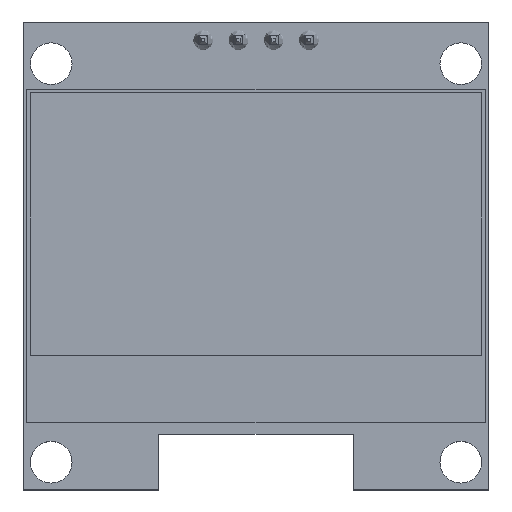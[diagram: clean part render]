
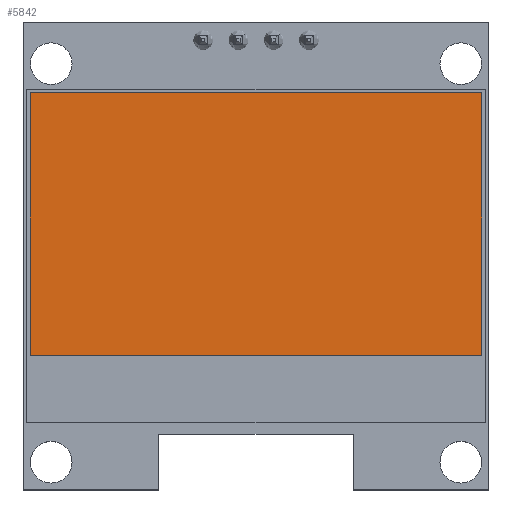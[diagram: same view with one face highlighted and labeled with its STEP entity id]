
A CAD part, top view. The second image highlights one B-rep face of the part: STEP entity #5842.
In plain terms, the highlighted planar face has unit normal (0, 0, 1).
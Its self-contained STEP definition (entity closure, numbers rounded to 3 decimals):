
#422=FACE_OUTER_BOUND('',#764,.T.);
#764=EDGE_LOOP('',(#5000,#5001,#5002,#5003));
#1506=LINE('',#9435,#2260);
#1509=LINE('',#9441,#2263);
#1512=LINE('',#9447,#2266);
#1515=LINE('',#9451,#2269);
#2260=VECTOR('',#7538,10.);
#2263=VECTOR('',#7543,10.);
#2266=VECTOR('',#7548,10.);
#2269=VECTOR('',#7553,10.);
#2764=VERTEX_POINT('',#9432);
#2765=VERTEX_POINT('',#9434);
#2767=VERTEX_POINT('',#9440);
#2769=VERTEX_POINT('',#9446);
#3522=EDGE_CURVE('',#2765,#2764,#1506,.T.);
#3525=EDGE_CURVE('',#2767,#2765,#1509,.T.);
#3528=EDGE_CURVE('',#2769,#2767,#1512,.T.);
#3531=EDGE_CURVE('',#2764,#2769,#1515,.T.);
#5000=ORIENTED_EDGE('',*,*,#3531,.T.);
#5001=ORIENTED_EDGE('',*,*,#3528,.T.);
#5002=ORIENTED_EDGE('',*,*,#3525,.T.);
#5003=ORIENTED_EDGE('',*,*,#3522,.T.);
#5418=PLANE('',#6205);
#5842=ADVANCED_FACE('',(#422),#5418,.T.);
#6205=AXIS2_PLACEMENT_3D('',#9452,#7554,#7555);
#7538=DIRECTION('',(1.,0.,0.));
#7543=DIRECTION('',(0.,-1.,0.));
#7548=DIRECTION('',(-1.,0.,0.));
#7553=DIRECTION('',(0.,1.,0.));
#7554=DIRECTION('center_axis',(0.,0.,1.));
#7555=DIRECTION('ref_axis',(1.,0.,0.));
#9432=CARTESIAN_POINT('',(33.,9.7,2.65));
#9434=CARTESIAN_POINT('',(0.5,9.7,2.65));
#9435=CARTESIAN_POINT('',(33.,9.7,2.65));
#9440=CARTESIAN_POINT('',(0.5,28.6,2.65));
#9441=CARTESIAN_POINT('',(0.5,9.7,2.65));
#9446=CARTESIAN_POINT('',(33.,28.6,2.65));
#9447=CARTESIAN_POINT('',(0.5,28.6,2.65));
#9451=CARTESIAN_POINT('',(33.,28.6,2.65));
#9452=CARTESIAN_POINT('Origin',(16.75,19.15,2.65));
